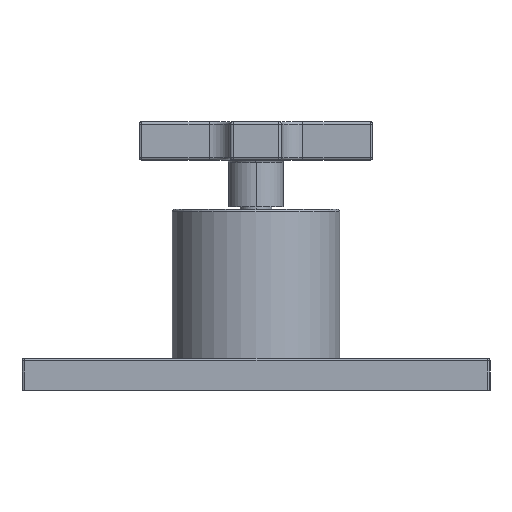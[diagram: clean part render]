
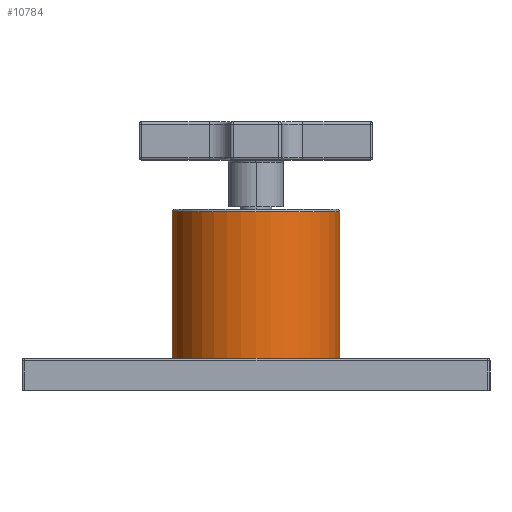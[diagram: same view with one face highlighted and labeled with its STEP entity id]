
A CAD part, left-side view. The second image highlights one B-rep face of the part: STEP entity #10784.
In plain terms, the highlighted cylindrical face has radius 25.019 mm (diameter 50.038 mm), a partial arc.
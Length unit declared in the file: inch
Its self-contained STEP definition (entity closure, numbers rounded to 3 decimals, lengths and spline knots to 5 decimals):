
#1017=CARTESIAN_POINT('',(0.,0.,0.375));
#1018=DIRECTION('',(0.,0.,1.));
#1019=DIRECTION('',(0.,1.,0.));
#1020=AXIS2_PLACEMENT_3D('',#1017,#1018,#1019);
#3632=DIRECTION('',(0.,0.,1.));
#3633=VECTOR('',#3632,1.72);
#3634=CARTESIAN_POINT('',(0.,0.985,0.375));
#3635=LINE('',#3634,#3633);
#3636=DIRECTION('',(0.,0.,1.));
#3637=VECTOR('',#3636,1.72);
#3638=CARTESIAN_POINT('',(0.,-0.985,0.375));
#3639=LINE('',#3638,#3637);
#3650=CARTESIAN_POINT('',(0.,0.,2.095));
#3651=DIRECTION('',(0.,0.,1.));
#3652=DIRECTION('',(0.,1.,0.));
#3653=AXIS2_PLACEMENT_3D('',#3650,#3651,#3652);
#5158=CARTESIAN_POINT('',(0.,0.985,2.095));
#5159=CARTESIAN_POINT('',(0.,-0.985,2.095));
#5160=VERTEX_POINT('',#5158);
#5161=VERTEX_POINT('',#5159);
#5162=CARTESIAN_POINT('',(0.,0.985,0.375));
#5163=CARTESIAN_POINT('',(0.,-0.985,0.375));
#5164=VERTEX_POINT('',#5162);
#5165=VERTEX_POINT('',#5163);
#10770=CARTESIAN_POINT('',(0.,0.,0.34));
#10771=DIRECTION('',(0.,0.,1.));
#10772=DIRECTION('',(0.,1.,0.));
#10773=AXIS2_PLACEMENT_3D('',#10770,#10771,#10772);
#10774=CYLINDRICAL_SURFACE('',#10773,0.985);
#10775=ORIENTED_EDGE('',*,*,#5825,.F.);
#10777=ORIENTED_EDGE('',*,*,#10776,.T.);
#10779=ORIENTED_EDGE('',*,*,#10778,.T.);
#10781=ORIENTED_EDGE('',*,*,#10780,.F.);
#10782=EDGE_LOOP('',(#10775,#10777,#10779,#10781));
#10783=FACE_OUTER_BOUND('',#10782,.F.);
#10784=ADVANCED_FACE('',(#10783),#10774,.T.);
#1021=CIRCLE('',#1020,0.985);
#3654=CIRCLE('',#3653,0.985);
#5825=EDGE_CURVE('',#5164,#5165,#1021,.T.);
#10776=EDGE_CURVE('',#5164,#5160,#3635,.T.);
#10778=EDGE_CURVE('',#5160,#5161,#3654,.T.);
#10780=EDGE_CURVE('',#5165,#5161,#3639,.T.);
